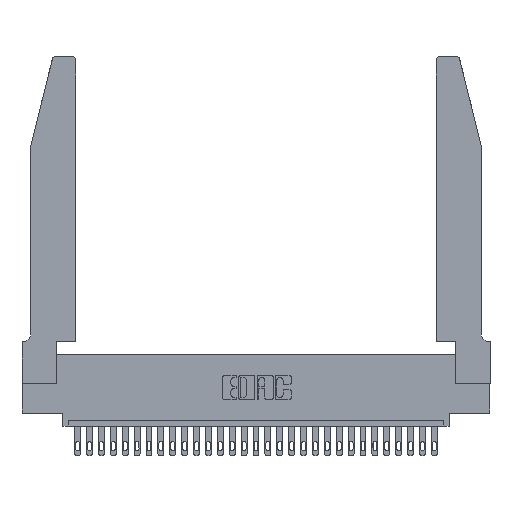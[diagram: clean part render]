
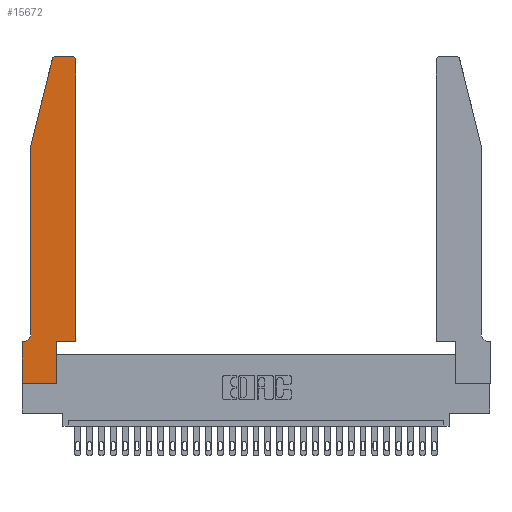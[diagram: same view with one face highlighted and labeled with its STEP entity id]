
A CAD part, top view. The second image highlights one B-rep face of the part: STEP entity #15672.
In plain terms, the highlighted planar face has unit normal (0, 0, 1).
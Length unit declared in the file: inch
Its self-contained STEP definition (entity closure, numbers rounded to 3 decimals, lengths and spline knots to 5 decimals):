
#61 = CARTESIAN_POINT ( 'NONE',  ( 0., 0., 0.37 ) ) ;
#933 = CARTESIAN_POINT ( 'NONE',  ( 0.4505, 2.72, 0.37 ) ) ;
#936 = CARTESIAN_POINT ( 'NONE',  ( 0., 0., 0.37 ) ) ;
#1309 = DIRECTION ( 'NONE',  ( 0., 0., -1. ) ) ;
#1574 = VERTEX_POINT ( 'NONE', #15097 ) ;
#1759 = EDGE_CURVE ( 'NONE', #18544, #21329, #18997, .T. ) ;
#3095 = AXIS2_PLACEMENT_3D ( 'NONE', #15925, #4558, #11257 ) ;
#3251 = EDGE_CURVE ( 'NONE', #21329, #25774, #16013, .T. ) ;
#3284 = CARTESIAN_POINT ( 'NONE',  ( 0.0755, 0.42, 0.37 ) ) ;
#3307 = VECTOR ( 'NONE', #27550, 39.37008 ) ;
#3308 = CARTESIAN_POINT ( 'NONE',  ( 0.0055, 0.42, 0.37 ) ) ;
#3492 = DIRECTION ( 'NONE',  ( 0., -1., 0. ) ) ;
#4333 = CARTESIAN_POINT ( 'NONE',  ( 0., 0.35, 0.37 ) ) ;
#4558 = DIRECTION ( 'NONE',  ( 0., 0., 1. ) ) ;
#4576 = CIRCLE ( 'NONE', #14161, 0.07 ) ;
#4652 = EDGE_CURVE ( 'NONE', #5920, #18544, #4576, .T. ) ;
#5030 = CARTESIAN_POINT ( 'NONE',  ( 0.2865, 0., 0.37 ) ) ;
#5399 = ORIENTED_EDGE ( 'NONE', *, *, #4652, .T. ) ;
#5778 = VERTEX_POINT ( 'NONE', #11393 ) ;
#5920 = VERTEX_POINT ( 'NONE', #3284 ) ;
#6308 = ORIENTED_EDGE ( 'NONE', *, *, #25894, .T. ) ;
#6337 = ORIENTED_EDGE ( 'NONE', *, *, #17897, .T. ) ;
#6346 = CARTESIAN_POINT ( 'NONE',  ( 0.4505, 0.35, 0.37 ) ) ;
#6479 = ORIENTED_EDGE ( 'NONE', *, *, #24190, .T. ) ;
#6484 = LINE ( 'NONE', #6346, #3307 ) ;
#6575 = VECTOR ( 'NONE', #24639, 39.37008 ) ;
#6635 = ORIENTED_EDGE ( 'NONE', *, *, #19210, .T. ) ;
#6951 = VECTOR ( 'NONE', #10788, 39.37008 ) ;
#7112 = EDGE_CURVE ( 'NONE', #8570, #5920, #20251, .T. ) ;
#7241 = EDGE_CURVE ( 'NONE', #5778, #12086, #24875, .T. ) ;
#7286 = CARTESIAN_POINT ( 'NONE',  ( 0.0755, 2., 0.37 ) ) ;
#7369 = EDGE_CURVE ( 'NONE', #24693, #13767, #27765, .T. ) ;
#7750 = CARTESIAN_POINT ( 'NONE',  ( 0.2605, 2.75, 0.37 ) ) ;
#7772 = VECTOR ( 'NONE', #14506, 39.37008 ) ;
#8063 = VECTOR ( 'NONE', #3492, 39.37008 ) ;
#8228 = VECTOR ( 'NONE', #9664, 39.37008 ) ;
#8473 = DIRECTION ( 'NONE',  ( 0., 1., 0. ) ) ;
#8570 = VERTEX_POINT ( 'NONE', #7286 ) ;
#9132 = AXIS2_PLACEMENT_3D ( 'NONE', #16518, #10072, #19181 ) ;
#9664 = DIRECTION ( 'NONE',  ( -1., 0., 0. ) ) ;
#10072 = DIRECTION ( 'NONE',  ( 0., 0., 1. ) ) ;
#10093 = DIRECTION ( 'NONE',  ( 1., 0., 0. ) ) ;
#10104 = DIRECTION ( 'NONE',  ( 0., -1., 0. ) ) ;
#10788 = DIRECTION ( 'NONE',  ( 1., 0., 0. ) ) ;
#10900 = VERTEX_POINT ( 'NONE', #27300 ) ;
#11257 = DIRECTION ( 'NONE',  ( 1., 0., 0. ) ) ;
#11324 = EDGE_CURVE ( 'NONE', #25774, #16491, #16541, .T. ) ;
#11393 = CARTESIAN_POINT ( 'NONE',  ( 0.284, 2.75, 0.37 ) ) ;
#11724 = AXIS2_PLACEMENT_3D ( 'NONE', #16837, #26102, #10093 ) ;
#11852 = ORIENTED_EDGE ( 'NONE', *, *, #11324, .T. ) ;
#12086 = VERTEX_POINT ( 'NONE', #14323 ) ;
#12758 = DIRECTION ( 'NONE',  ( -1., 0., 0. ) ) ;
#12891 = VECTOR ( 'NONE', #23823, 39.37008 ) ;
#13527 = VECTOR ( 'NONE', #10104, 39.37008 ) ;
#13753 = ORIENTED_EDGE ( 'NONE', *, *, #7112, .T. ) ;
#13767 = VERTEX_POINT ( 'NONE', #933 ) ;
#13771 = ORIENTED_EDGE ( 'NONE', *, *, #1759, .T. ) ;
#14161 = AXIS2_PLACEMENT_3D ( 'NONE', #3308, #1309, #12758 ) ;
#14165 = LINE ( 'NONE', #23636, #7772 ) ;
#14323 = CARTESIAN_POINT ( 'NONE',  ( 0.25487, 2.72718, 0.37 ) ) ;
#14506 = DIRECTION ( 'NONE',  ( -0.239, -0.971, 0. ) ) ;
#14780 = LINE ( 'NONE', #25034, #6575 ) ;
#15097 = CARTESIAN_POINT ( 'NONE',  ( 0.4205, 2.75, 0.37 ) ) ;
#15672 = ADVANCED_FACE ( 'NONE', ( #18497 ), #27466, .T. ) ;
#15925 = CARTESIAN_POINT ( 'NONE',  ( 0., 0.35, 0.37 ) ) ;
#16013 = LINE ( 'NONE', #936, #13527 ) ;
#16236 = CIRCLE ( 'NONE', #9132, 0.03 ) ;
#16491 = VERTEX_POINT ( 'NONE', #5030 ) ;
#16518 = CARTESIAN_POINT ( 'NONE',  ( 0.4205, 2.72, 0.37 ) ) ;
#16541 = LINE ( 'NONE', #24485, #6951 ) ;
#16837 = CARTESIAN_POINT ( 'NONE',  ( 0.284, 2.72, 0.37 ) ) ;
#17781 = EDGE_LOOP ( 'NONE', ( #6479, #19841, #6308, #13753, #5399, #13771, #25372, #11852, #6337, #6635, #24338, #22643 ) ) ;
#17897 = EDGE_CURVE ( 'NONE', #16491, #10900, #14780, .T. ) ;
#18497 = FACE_OUTER_BOUND ( 'NONE', #17781, .T. ) ;
#18544 = VERTEX_POINT ( 'NONE', #27075 ) ;
#18886 = CARTESIAN_POINT ( 'NONE',  ( 0.4505, 0.35, 0.37 ) ) ;
#18997 = LINE ( 'NONE', #20061, #12891 ) ;
#19181 = DIRECTION ( 'NONE',  ( 1., 0., 0. ) ) ;
#19210 = EDGE_CURVE ( 'NONE', #10900, #24693, #6484, .T. ) ;
#19841 = ORIENTED_EDGE ( 'NONE', *, *, #7241, .T. ) ;
#20061 = CARTESIAN_POINT ( 'NONE',  ( 0.0755, 0.35, 0.37 ) ) ;
#20251 = LINE ( 'NONE', #26172, #8063 ) ;
#21329 = VERTEX_POINT ( 'NONE', #4333 ) ;
#21683 = VECTOR ( 'NONE', #8473, 39.37008 ) ;
#22182 = LINE ( 'NONE', #7750, #8228 ) ;
#22643 = ORIENTED_EDGE ( 'NONE', *, *, #27061, .T. ) ;
#23211 = CARTESIAN_POINT ( 'NONE',  ( 0.4505, 0.35, 0.37 ) ) ;
#23636 = CARTESIAN_POINT ( 'NONE',  ( 0.0755, 2., 0.37 ) ) ;
#23823 = DIRECTION ( 'NONE',  ( -1., 0., 0. ) ) ;
#24190 = EDGE_CURVE ( 'NONE', #1574, #5778, #22182, .T. ) ;
#24338 = ORIENTED_EDGE ( 'NONE', *, *, #7369, .T. ) ;
#24485 = CARTESIAN_POINT ( 'NONE',  ( 0., 0., 0.37 ) ) ;
#24639 = DIRECTION ( 'NONE',  ( 0., 1., 0. ) ) ;
#24693 = VERTEX_POINT ( 'NONE', #23211 ) ;
#24875 = CIRCLE ( 'NONE', #11724, 0.03 ) ;
#25034 = CARTESIAN_POINT ( 'NONE',  ( 0.2865, 0.35, 0.37 ) ) ;
#25372 = ORIENTED_EDGE ( 'NONE', *, *, #3251, .T. ) ;
#25774 = VERTEX_POINT ( 'NONE', #61 ) ;
#25894 = EDGE_CURVE ( 'NONE', #12086, #8570, #14165, .T. ) ;
#26102 = DIRECTION ( 'NONE',  ( 0., 0., 1. ) ) ;
#26172 = CARTESIAN_POINT ( 'NONE',  ( 0.0755, 2., 0.37 ) ) ;
#27061 = EDGE_CURVE ( 'NONE', #13767, #1574, #16236, .T. ) ;
#27075 = CARTESIAN_POINT ( 'NONE',  ( 0.0055, 0.35, 0.37 ) ) ;
#27300 = CARTESIAN_POINT ( 'NONE',  ( 0.2865, 0.35, 0.37 ) ) ;
#27466 = PLANE ( 'NONE',  #3095 ) ;
#27550 = DIRECTION ( 'NONE',  ( 1., 0., 0. ) ) ;
#27765 = LINE ( 'NONE', #18886, #21683 ) ;
